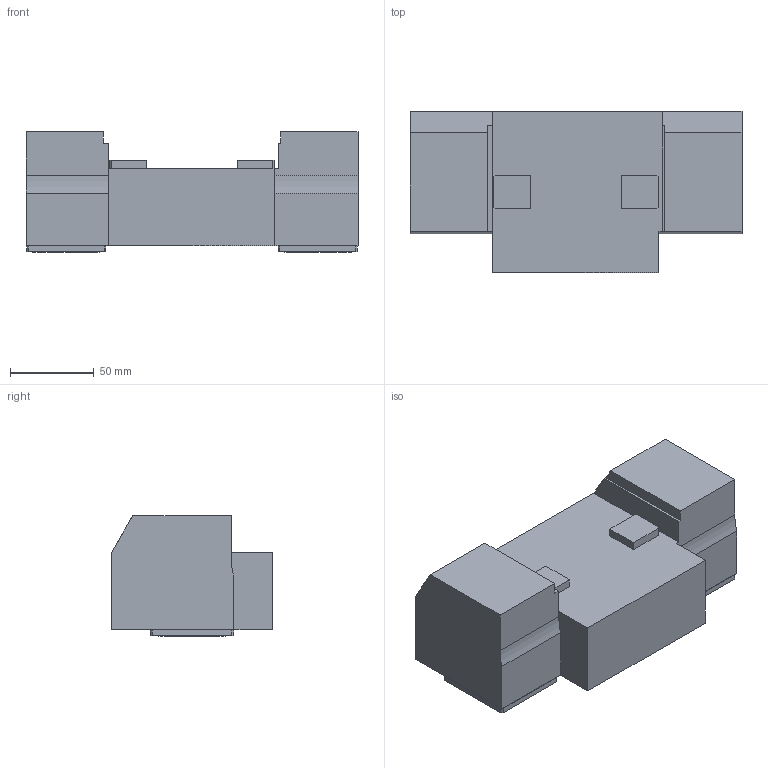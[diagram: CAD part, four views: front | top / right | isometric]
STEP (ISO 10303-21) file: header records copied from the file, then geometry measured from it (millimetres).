
FILE_DESCRIPTION(/* description */ (''),/* implementation_level */ '2;1');
FILE_NAME(/* name */ '1577082181627.stp',/* time_stamp */ '2019-12-23T11:53:10+05:00',/* author */ (''),/* organization */ ('SMS'),/* preprocessor_version */ 'ST-DEVELOPER v16.7',/* originating_system */ 'SIEMENS PLM Software NX 12.0',/* authorisation */ '');
FILE_SCHEMA (('AUTOMOTIVE_DESIGN { 1 0 10303 214 3 1 1 1 }'));
Length unit declared in the file: millimetre
Products named in the file (1): 200835913mod000_02
Bounding box: 198 x 96 x 72 mm (x, y, z)
Volume: 897731.7 mm3; surface area: 75852.6 mm2
Topology: 1 solids, 1 shells, 82 faces, 206 edges, 142 vertices
Faces by surface type: plane 62, cone 12, cylinder 8
Full cylindrical faces by diameter (mm): 2.5 x2, 31.6 x2, 40.013 x2
Entity records: 2570 total; most frequent: CARTESIAN_POINT 535, DIRECTION 406, ORIENTED_EDGE 392, EDGE_CURVE 196, LINE 156, VECTOR 156, VERTEX_POINT 134, AXIS2_PLACEMENT_3D 125
